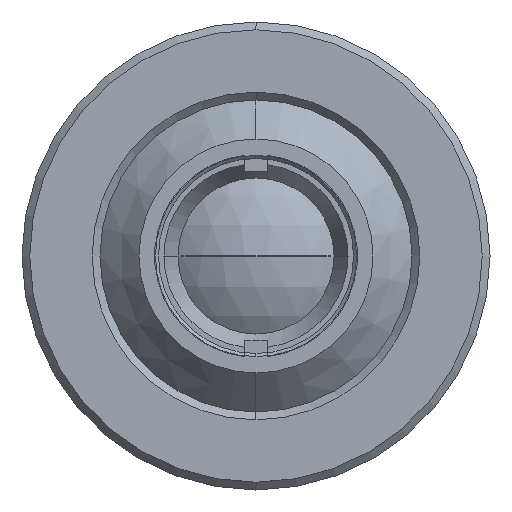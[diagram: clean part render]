
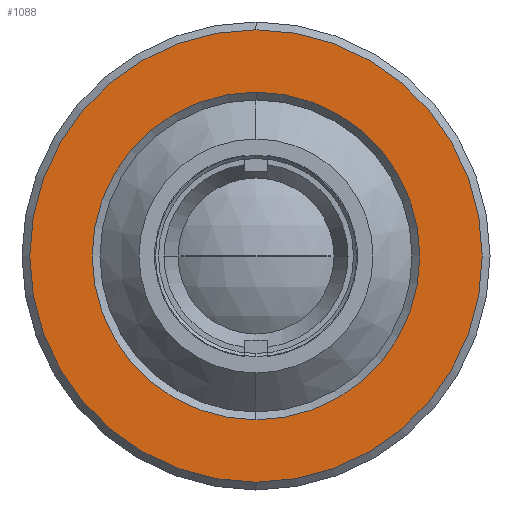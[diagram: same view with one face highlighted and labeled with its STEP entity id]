
A CAD part, left-side view. The second image highlights one B-rep face of the part: STEP entity #1088.
In plain terms, the highlighted planar face has unit normal (-1, 0, 0).
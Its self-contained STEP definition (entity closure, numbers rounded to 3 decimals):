
#74 = DIRECTION ( 'NONE',  ( 0., 0., -1. ) ) ;
#186 = ORIENTED_EDGE ( 'NONE', *, *, #974, .T. ) ;
#206 = FACE_BOUND ( 'NONE', #1027, .T. ) ;
#216 = AXIS2_PLACEMENT_3D ( 'NONE', #1627, #875, #714 ) ;
#238 = ORIENTED_EDGE ( 'NONE', *, *, #1216, .T. ) ;
#325 = ORIENTED_EDGE ( 'NONE', *, *, #1821, .T. ) ;
#354 = DIRECTION ( 'NONE',  ( 1., 0., 0. ) ) ;
#379 = CARTESIAN_POINT ( 'NONE',  ( 197.558, 11., 0. ) ) ;
#420 = ORIENTED_EDGE ( 'NONE', *, *, #456, .T. ) ;
#447 = VERTEX_POINT ( 'NONE', #1428 ) ;
#456 = EDGE_CURVE ( 'NONE', #1879, #447, #1124, .T. ) ;
#476 = AXIS2_PLACEMENT_3D ( 'NONE', #672, #1403, #1438 ) ;
#537 = AXIS2_PLACEMENT_3D ( 'NONE', #379, #354, #1423 ) ;
#542 = DIRECTION ( 'NONE',  ( 1., 0., 0. ) ) ;
#672 = CARTESIAN_POINT ( 'NONE',  ( 197.558, 0., 0. ) ) ;
#692 = CARTESIAN_POINT ( 'NONE',  ( 197.558, 0., -10.5 ) ) ;
#702 = DIRECTION ( 'NONE',  ( 0., 0., -1. ) ) ;
#714 = DIRECTION ( 'NONE',  ( 0., 0., -1. ) ) ;
#875 = DIRECTION ( 'NONE',  ( -1., 0., 0. ) ) ;
#923 = CIRCLE ( 'NONE', #216, 14.5 ) ;
#960 = VERTEX_POINT ( 'NONE', #692 ) ;
#974 = EDGE_CURVE ( 'NONE', #1365, #960, #1220, .T. ) ;
#987 = CIRCLE ( 'NONE', #1054, 10.5 ) ;
#1027 = EDGE_LOOP ( 'NONE', ( #186, #238 ) ) ;
#1049 = CARTESIAN_POINT ( 'NONE',  ( 197.558, 0., 10.5 ) ) ;
#1054 = AXIS2_PLACEMENT_3D ( 'NONE', #1474, #542, #74 ) ;
#1088 = ADVANCED_FACE ( 'NONE', ( #206, #1310 ), #1891, .F. ) ;
#1124 = CIRCLE ( 'NONE', #476, 14.5 ) ;
#1134 = CARTESIAN_POINT ( 'NONE',  ( 197.558, 0., 0. ) ) ;
#1216 = EDGE_CURVE ( 'NONE', #960, #1365, #987, .T. ) ;
#1220 = CIRCLE ( 'NONE', #1607, 10.5 ) ;
#1310 = FACE_OUTER_BOUND ( 'NONE', #1405, .T. ) ;
#1333 = CARTESIAN_POINT ( 'NONE',  ( 197.558, 0., -14.5 ) ) ;
#1365 = VERTEX_POINT ( 'NONE', #1049 ) ;
#1403 = DIRECTION ( 'NONE',  ( -1., 0., 0. ) ) ;
#1405 = EDGE_LOOP ( 'NONE', ( #420, #325 ) ) ;
#1423 = DIRECTION ( 'NONE',  ( 0., 0., -1. ) ) ;
#1428 = CARTESIAN_POINT ( 'NONE',  ( 197.558, 0., 14.5 ) ) ;
#1438 = DIRECTION ( 'NONE',  ( 0., 0., -1. ) ) ;
#1474 = CARTESIAN_POINT ( 'NONE',  ( 197.558, 0., 0. ) ) ;
#1607 = AXIS2_PLACEMENT_3D ( 'NONE', #1134, #1753, #702 ) ;
#1627 = CARTESIAN_POINT ( 'NONE',  ( 197.558, 0., 0. ) ) ;
#1753 = DIRECTION ( 'NONE',  ( 1., 0., 0. ) ) ;
#1821 = EDGE_CURVE ( 'NONE', #447, #1879, #923, .T. ) ;
#1879 = VERTEX_POINT ( 'NONE', #1333 ) ;
#1891 = PLANE ( 'NONE',  #537 ) ;
